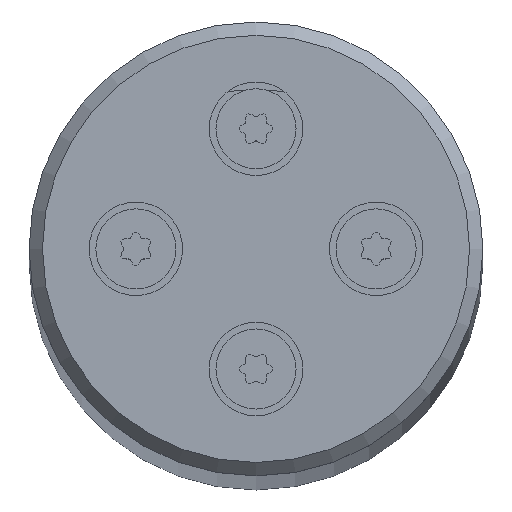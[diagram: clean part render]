
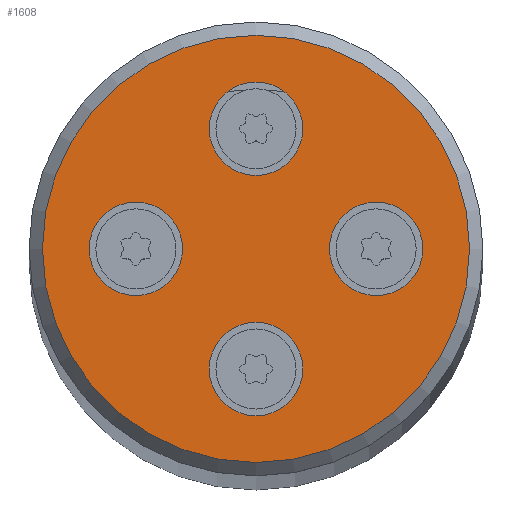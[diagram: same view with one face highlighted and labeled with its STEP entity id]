
A CAD part, top view. The second image highlights one B-rep face of the part: STEP entity #1608.
In plain terms, the highlighted planar face has unit normal (0, 0, 1).
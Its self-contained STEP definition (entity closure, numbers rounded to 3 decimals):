
#327=PLANE('',#1724);
#349=FACE_BOUND('',#425,.T.);
#350=FACE_BOUND('',#426,.T.);
#351=FACE_BOUND('',#427,.T.);
#352=FACE_BOUND('',#428,.T.);
#380=FACE_OUTER_BOUND('',#424,.T.);
#424=EDGE_LOOP('',(#1348));
#425=EDGE_LOOP('',(#1349));
#426=EDGE_LOOP('',(#1350));
#427=EDGE_LOOP('',(#1351));
#428=EDGE_LOOP('',(#1352));
#495=CIRCLE('',#1721,16.);
#497=CIRCLE('',#1725,3.5);
#498=CIRCLE('',#1726,3.5);
#499=CIRCLE('',#1727,3.5);
#500=CIRCLE('',#1728,3.5);
#708=VERTEX_POINT('',#2664);
#710=VERTEX_POINT('',#2670);
#711=VERTEX_POINT('',#2672);
#712=VERTEX_POINT('',#2674);
#713=VERTEX_POINT('',#2676);
#1024=EDGE_CURVE('',#708,#708,#495,.T.);
#1026=EDGE_CURVE('',#710,#710,#497,.T.);
#1027=EDGE_CURVE('',#711,#711,#498,.T.);
#1028=EDGE_CURVE('',#712,#712,#499,.T.);
#1029=EDGE_CURVE('',#713,#713,#500,.T.);
#1348=ORIENTED_EDGE('',*,*,#1024,.F.);
#1349=ORIENTED_EDGE('',*,*,#1026,.T.);
#1350=ORIENTED_EDGE('',*,*,#1027,.T.);
#1351=ORIENTED_EDGE('',*,*,#1028,.T.);
#1352=ORIENTED_EDGE('',*,*,#1029,.T.);
#1608=ADVANCED_FACE('',(#380,#349,#350,#351,#352),#327,.T.);
#1721=AXIS2_PLACEMENT_3D('',#2665,#2027,#2028);
#1724=AXIS2_PLACEMENT_3D('',#2669,#2033,#2034);
#1725=AXIS2_PLACEMENT_3D('',#2671,#2035,#2036);
#1726=AXIS2_PLACEMENT_3D('',#2673,#2037,#2038);
#1727=AXIS2_PLACEMENT_3D('',#2675,#2039,#2040);
#1728=AXIS2_PLACEMENT_3D('',#2677,#2041,#2042);
#2027=DIRECTION('center_axis',(0.,0.,
-1.));
#2028=DIRECTION('ref_axis',(-1.,0.,0.));
#2033=DIRECTION('center_axis',(0.,0.,
1.));
#2034=DIRECTION('ref_axis',(1.,0.,0.));
#2035=DIRECTION('center_axis',(0.,0.,
-1.));
#2036=DIRECTION('ref_axis',(1.,0.,0.));
#2037=DIRECTION('center_axis',(0.,0.,
-1.));
#2038=DIRECTION('ref_axis',(1.,0.,0.));
#2039=DIRECTION('center_axis',(0.,0.,
-1.));
#2040=DIRECTION('ref_axis',(1.,0.,0.));
#2041=DIRECTION('center_axis',(0.,0.,
-1.));
#2042=DIRECTION('ref_axis',(1.,0.,0.));
#2664=CARTESIAN_POINT('',(16.,0.,305.));
#2665=CARTESIAN_POINT('Origin',(0.,0.,
305.));
#2669=CARTESIAN_POINT('Origin',(0.,0.,
305.));
#2670=CARTESIAN_POINT('',(-5.5,0.,305.));
#2671=CARTESIAN_POINT('Origin',(-9.,0.,
305.));
#2672=CARTESIAN_POINT('',(3.5,9.,305.));
#2673=CARTESIAN_POINT('Origin',(0.,9.,305.));
#2674=CARTESIAN_POINT('',(3.5,-9.,305.));
#2675=CARTESIAN_POINT('Origin',(0.,-9.,305.));
#2676=CARTESIAN_POINT('',(12.5,0.,305.));
#2677=CARTESIAN_POINT('Origin',(9.,0.,305.));
